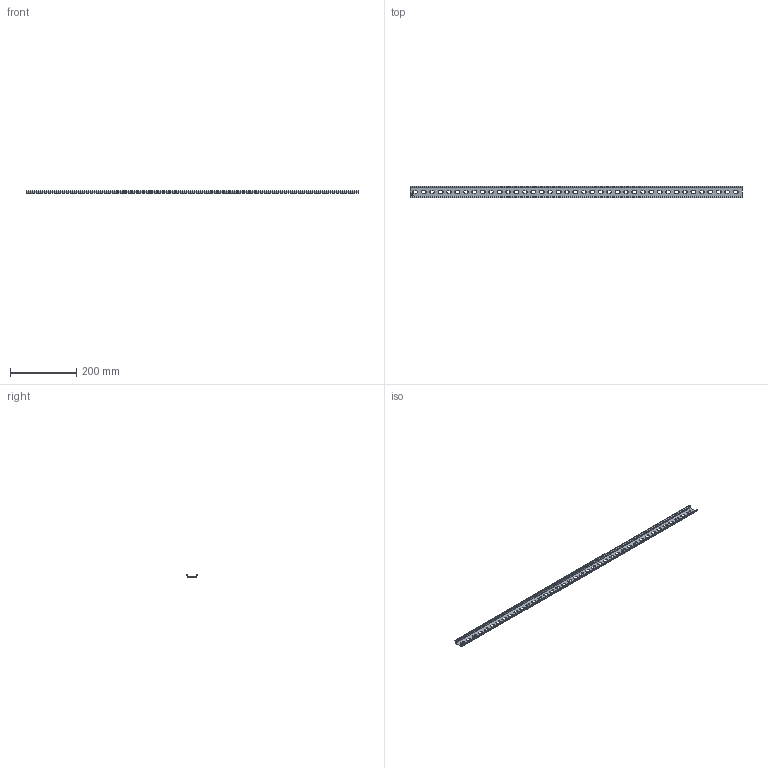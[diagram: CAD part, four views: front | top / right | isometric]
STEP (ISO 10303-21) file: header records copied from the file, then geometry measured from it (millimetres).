
FILE_DESCRIPTION((''),'2;1');
FILE_NAME('ASM0092_ASM','2021-05-07T',('marketing.praksa'),('Audax d.o.o.'),'CREO PARAMETRIC BY PTC INC, 2017480','CREO PARAMETRIC BY PTC INC, 2017480','');
FILE_SCHEMA(('AUTOMOTIVE_DESIGN { 1 0 10303 214 1 1 1 1 }'));
Products named in the file (3): PRT0132; PRT9499; ASM0092_ASM
Assembly tree (2 placements, depth 2):
  ASM0092_ASM
    PRT0132
    PRT9499
Bounding box: 1000 x 35 x 7.98 mm (x, y, z)
Volume: 42974.4 mm3; surface area: 90364.8 mm2
Topology: 4 solids, 4 shells, 284 faces, 1014 edges, 741 vertices
Faces by surface type: plane 149, cylinder 135
Entity records: 16841 total; most frequent: CARTESIAN_POINT 2070, DIRECTION 2047, ORIENTED_EDGE 2028, PRESENTATION_STYLE_ASSIGNMENT 1302, STYLED_ITEM 1302, CURVE_STYLE 1014, EDGE_CURVE 1014, AXIS2_PLACEMENT_3D 749
